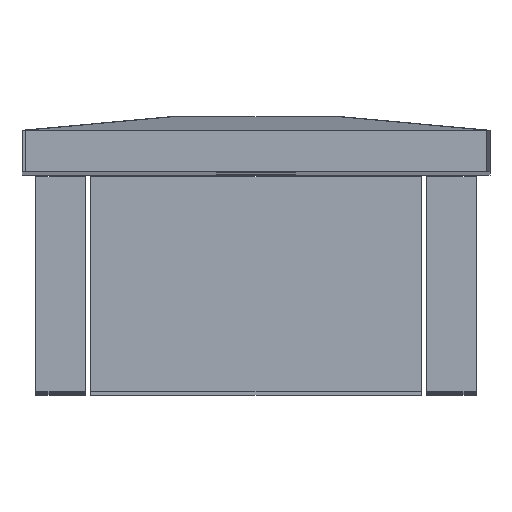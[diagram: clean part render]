
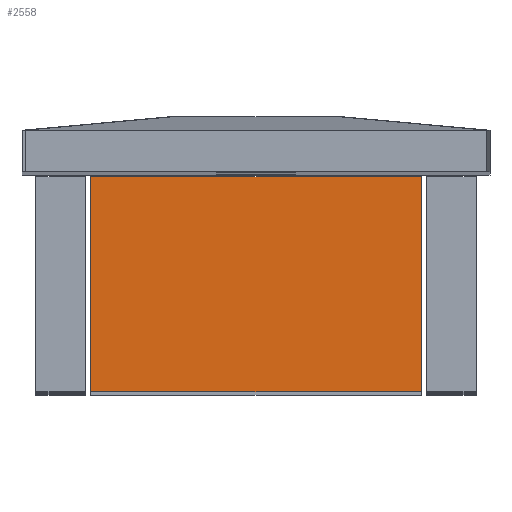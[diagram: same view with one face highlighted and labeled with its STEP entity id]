
A CAD part, top view. The second image highlights one B-rep face of the part: STEP entity #2558.
In plain terms, the highlighted planar face has unit normal (0, 0, 1).
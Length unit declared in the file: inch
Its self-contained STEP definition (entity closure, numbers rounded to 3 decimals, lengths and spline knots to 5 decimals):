
#88=FACE_OUTER_BOUND('',#254,.T.);
#254=EDGE_LOOP('',(#1771,#1772,#1773,#1774));
#446=LINE('',#3698,#794);
#447=LINE('',#3701,#795);
#448=LINE('',#3703,#796);
#449=LINE('',#3704,#797);
#794=VECTOR('',#3006,0.3937);
#795=VECTOR('',#3009,0.3937);
#796=VECTOR('',#3010,0.3937);
#797=VECTOR('',#3011,0.3937);
#1124=VERTEX_POINT('',#3692);
#1126=VERTEX_POINT('',#3696);
#1127=VERTEX_POINT('',#3700);
#1128=VERTEX_POINT('',#3702);
#1374=EDGE_CURVE('',#1124,#1126,#446,.T.);
#1375=EDGE_CURVE('',#1124,#1127,#447,.T.);
#1376=EDGE_CURVE('',#1128,#1126,#448,.T.);
#1377=EDGE_CURVE('',#1127,#1128,#449,.T.);
#1771=ORIENTED_EDGE('',*,*,#1375,.F.);
#1772=ORIENTED_EDGE('',*,*,#1374,.T.);
#1773=ORIENTED_EDGE('',*,*,#1376,.F.);
#1774=ORIENTED_EDGE('',*,*,#1377,.F.);
#2392=PLANE('',#2762);
#2558=ADVANCED_FACE('',(#88),#2392,.T.);
#2762=AXIS2_PLACEMENT_3D('',#3699,#3007,#3008);
#3006=DIRECTION('',(0.,1.,0.));
#3007=DIRECTION('center_axis',(0.,0.,1.));
#3008=DIRECTION('ref_axis',(1.,0.,0.));
#3009=DIRECTION('',(-1.,0.,0.));
#3010=DIRECTION('',(1.,0.,0.));
#3011=DIRECTION('',(0.,1.,0.));
#3692=CARTESIAN_POINT('',(1117.81944,0.,356.38385));
#3696=CARTESIAN_POINT('',(1117.81944,15.625,356.38385));
#3698=CARTESIAN_POINT('',(1117.81944,0.,356.38385));
#3699=CARTESIAN_POINT('Origin',(1093.81944,0.,356.38385));
#3700=CARTESIAN_POINT('',(1093.81944,0.,356.38385));
#3701=CARTESIAN_POINT('',(1121.81944,0.,356.38385));
#3702=CARTESIAN_POINT('',(1093.81944,15.625,356.38385));
#3703=CARTESIAN_POINT('',(1121.81944,15.625,356.38385));
#3704=CARTESIAN_POINT('',(1093.81944,0.,356.38385));
